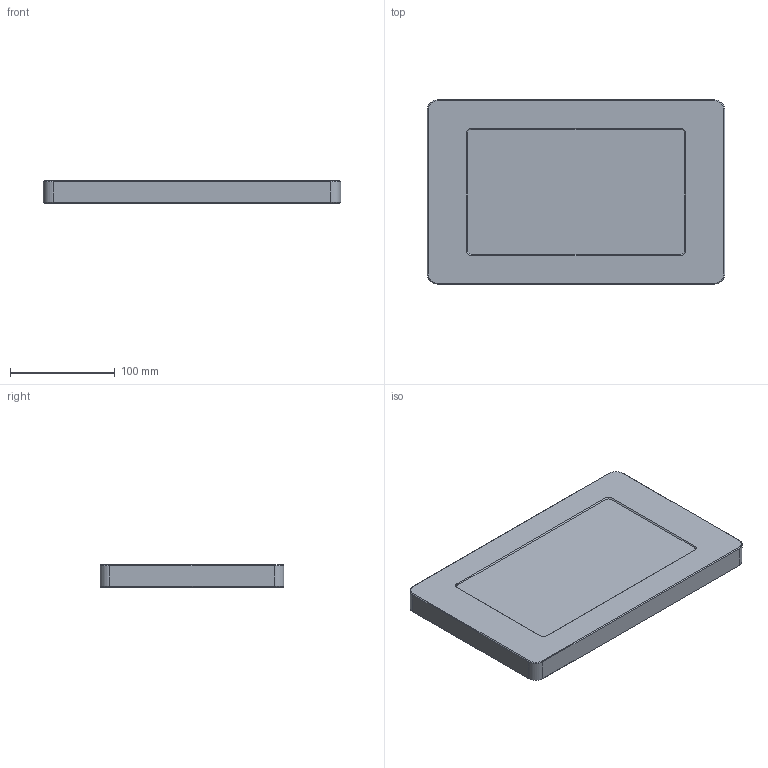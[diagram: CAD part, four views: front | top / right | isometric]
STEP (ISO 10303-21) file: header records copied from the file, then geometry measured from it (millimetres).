
FILE_DESCRIPTION(/* description */ (''),/* implementation_level */ '2;1');
FILE_NAME(/* name */ 'vb_vesa_gta7l087.stp',/* time_stamp */ '2022-01-19T17:54:07-05:00',/* author */ ('NickC'),/* organization */ (''),/* preprocessor_version */ 'ST-DEVELOPER v17',/* originating_system */ 'Autodesk Inventor 2019',/* authorisation */ '');
FILE_SCHEMA (('AUTOMOTIVE_DESIGN { 1 0 10303 214 3 1 1 }'));
Length unit declared in the file: inch
Products named in the file (1): Part6
Bounding box: 283.59 x 175.46 x 21.21 mm (x, y, z)
Volume: 1022487.5 mm3; surface area: 119631.7 mm2
Topology: 1 solids, 9 shells, 373 faces, 923 edges, 607 vertices
Faces by surface type: plane 217, cone 86, cylinder 54, bspline 16
Full cylindrical faces by diameter (mm): 2.438 x21, 4.978 x8, 6.3 x4, 38.1 x1
Entity records: 12233 total; most frequent: CARTESIAN_POINT 3456, ORIENTED_EDGE 1846, DIRECTION 1790, EDGE_CURVE 923, AXIS2_PLACEMENT_3D 653, VERTEX_POINT 607, LINE 484, VECTOR 484
